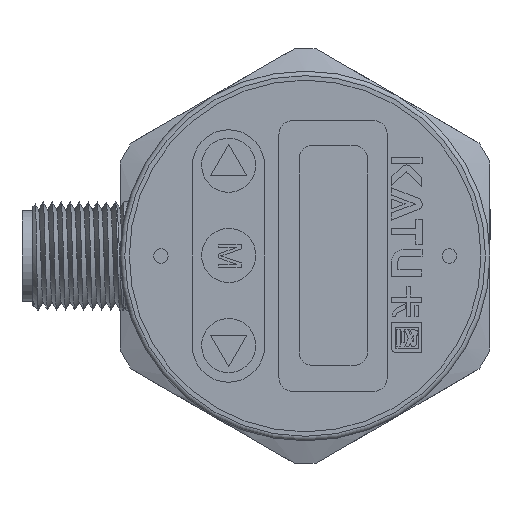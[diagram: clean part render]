
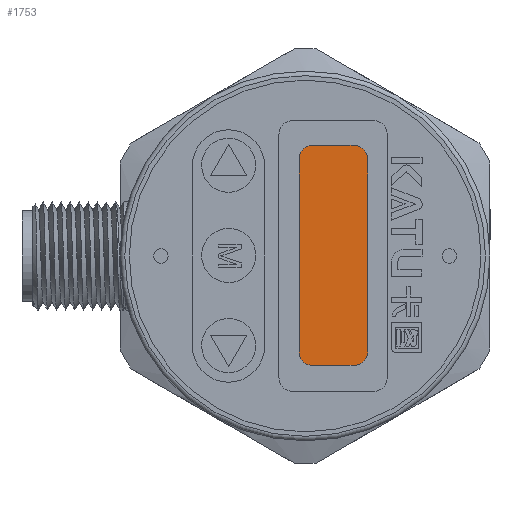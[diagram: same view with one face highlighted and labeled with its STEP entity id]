
A CAD part, left-side view. The second image highlights one B-rep face of the part: STEP entity #1753.
In plain terms, the highlighted planar face has unit normal (-1, 0, 0).
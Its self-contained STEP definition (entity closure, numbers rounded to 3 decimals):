
#210=FACE_OUTER_BOUND('',#2485,.T.);
#591=LINE('',#8715,#1052);
#594=LINE('',#8723,#1055);
#597=LINE('',#8731,#1058);
#600=LINE('',#8739,#1061);
#1052=VECTOR('',#6907,1.);
#1055=VECTOR('',#6916,1.);
#1058=VECTOR('',#6925,1.);
#1061=VECTOR('',#6934,1.);
#1506=PLANE('',#6100);
#1753=ADVANCED_FACE('',(#210),#1506,.T.);
#2485=EDGE_LOOP('',(#3209,#3210,#3211,#3212,#3213,#3214,#3215,#3216));
#3209=ORIENTED_EDGE('',*,*,#5194,.T.);
#3210=ORIENTED_EDGE('',*,*,#5192,.T.);
#3211=ORIENTED_EDGE('',*,*,#5190,.T.);
#3212=ORIENTED_EDGE('',*,*,#5188,.T.);
#3213=ORIENTED_EDGE('',*,*,#5186,.T.);
#3214=ORIENTED_EDGE('',*,*,#5184,.T.);
#3215=ORIENTED_EDGE('',*,*,#5182,.T.);
#3216=ORIENTED_EDGE('',*,*,#5180,.T.);
#4619=VERTEX_POINT('',#8714);
#4620=VERTEX_POINT('',#8716);
#4621=VERTEX_POINT('',#8720);
#4622=VERTEX_POINT('',#8724);
#4623=VERTEX_POINT('',#8728);
#4624=VERTEX_POINT('',#8732);
#4625=VERTEX_POINT('',#8736);
#4626=VERTEX_POINT('',#8740);
#5180=EDGE_CURVE('',#4620,#4619,#591,.T.);
#5182=EDGE_CURVE('',#4621,#4620,#5817,.T.);
#5184=EDGE_CURVE('',#4622,#4621,#594,.T.);
#5186=EDGE_CURVE('',#4623,#4622,#5818,.T.);
#5188=EDGE_CURVE('',#4624,#4623,#597,.T.);
#5190=EDGE_CURVE('',#4625,#4624,#5819,.T.);
#5192=EDGE_CURVE('',#4626,#4625,#600,.T.);
#5194=EDGE_CURVE('',#4619,#4626,#5820,.T.);
#5817=CIRCLE('',#6089,1.5);
#5818=CIRCLE('',#6092,1.5);
#5819=CIRCLE('',#6095,1.5);
#5820=CIRCLE('',#6098,1.5);
#6089=AXIS2_PLACEMENT_3D('',#8719,#6911,#6912);
#6092=AXIS2_PLACEMENT_3D('',#8727,#6920,#6921);
#6095=AXIS2_PLACEMENT_3D('',#8735,#6929,#6930);
#6098=AXIS2_PLACEMENT_3D('',#8743,#6938,#6939);
#6100=AXIS2_PLACEMENT_3D('',#8745,#6942,#6943);
#6907=DIRECTION('',(0.,1.,0.));
#6911=DIRECTION('',(-1.,0.,0.));
#6912=DIRECTION('',(0.,-1.,0.));
#6916=DIRECTION('',(0.,0.,1.));
#6920=DIRECTION('',(-1.,0.,0.));
#6921=DIRECTION('',(0.,0.,-1.));
#6925=DIRECTION('',(0.,-1.,0.));
#6929=DIRECTION('',(-1.,0.,0.));
#6930=DIRECTION('',(0.,1.,0.));
#6934=DIRECTION('',(0.,0.,-1.));
#6938=DIRECTION('',(-1.,0.,0.));
#6939=DIRECTION('',(0.,0.,1.));
#6942=DIRECTION('',(-1.,0.,0.));
#6943=DIRECTION('',(0.,-1.,0.));
#8714=CARTESIAN_POINT('',(0.2,19.691,-8.249));
#8715=CARTESIAN_POINT('',(0.2,15.091,-8.249));
#8716=CARTESIAN_POINT('',(0.2,15.091,-8.249));
#8719=CARTESIAN_POINT('',(0.2,15.091,-9.749));
#8720=CARTESIAN_POINT('',(0.2,13.591,-9.749));
#8723=CARTESIAN_POINT('',(0.2,13.591,-31.149));
#8724=CARTESIAN_POINT('',(0.2,13.591,-31.149));
#8727=CARTESIAN_POINT('',(0.2,15.091,-31.149));
#8728=CARTESIAN_POINT('',(0.2,15.091,-32.649));
#8731=CARTESIAN_POINT('',(0.2,19.691,-32.649));
#8732=CARTESIAN_POINT('',(0.2,19.691,-32.649));
#8735=CARTESIAN_POINT('',(0.2,19.691,-31.149));
#8736=CARTESIAN_POINT('',(0.2,21.191,-31.149));
#8739=CARTESIAN_POINT('',(0.2,21.191,-9.749));
#8740=CARTESIAN_POINT('',(0.2,21.191,-9.749));
#8743=CARTESIAN_POINT('',(0.2,19.691,-9.749));
#8745=CARTESIAN_POINT('',(0.2,20.514,-20.514));
